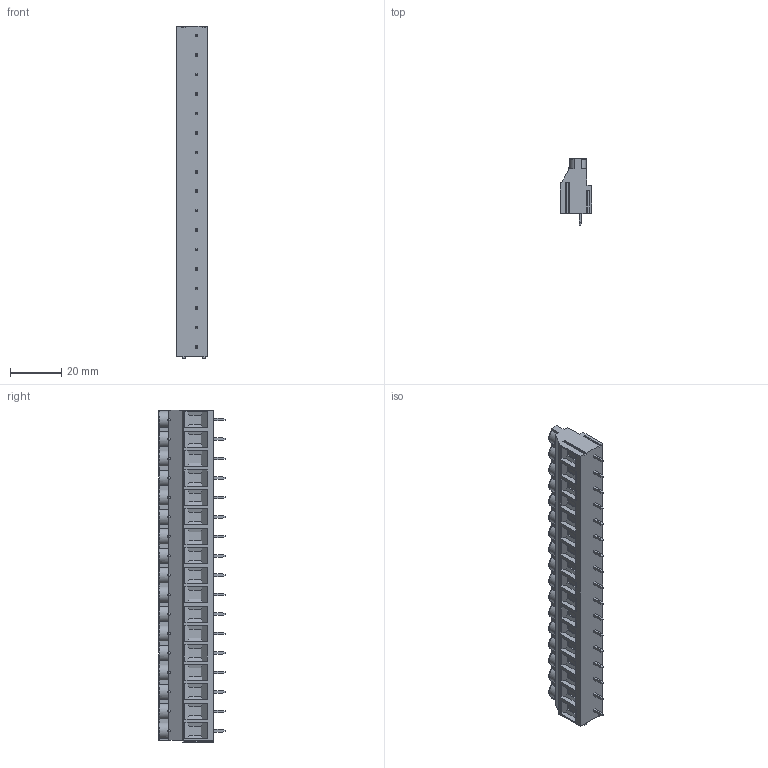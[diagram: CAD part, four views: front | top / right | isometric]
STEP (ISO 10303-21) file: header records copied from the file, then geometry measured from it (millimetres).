
FILE_DESCRIPTION((''),'2;1');
FILE_NAME('TL506V','2025-01-10T',('yanfa'),(''),'PRO/ENGINEER BY PARAMETRIC TECHNOLOGY CORPORATION, 2009280','PRO/ENGINEER BY PARAMETRIC TECHNOLOGY CORPORATION, 2009280','');
FILE_SCHEMA(('AUTOMOTIVE_DESIGN_CC2 { 1 2 10303 214 -1 1 5 2 }'));
Length unit declared in the file: millimetre
Products named in the file (1): TL506V
Bounding box: 12.5 x 26.1 x 130.15 mm (x, y, z)
Volume: 24801.4 mm3; surface area: 11432.7 mm2
Topology: 1 solids, 1 shells, 968 faces, 2473 edges, 1541 vertices
Faces by surface type: plane 582, cylinder 233, torus 68, cone 68, sphere 17
Entity records: 29759 total; most frequent: CARTESIAN_POINT 6368, ORIENTED_EDGE 4912, DIRECTION 4773, EDGE_CURVE 2456, VECTOR 1701, LINE 1701, VERTEX_POINT 1541, AXIS2_PLACEMENT_3D 1536
